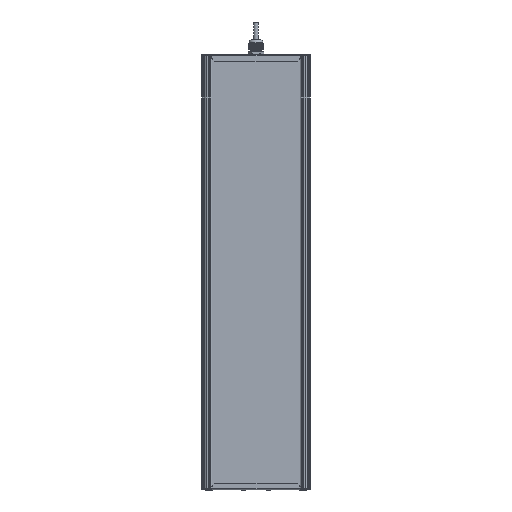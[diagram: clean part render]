
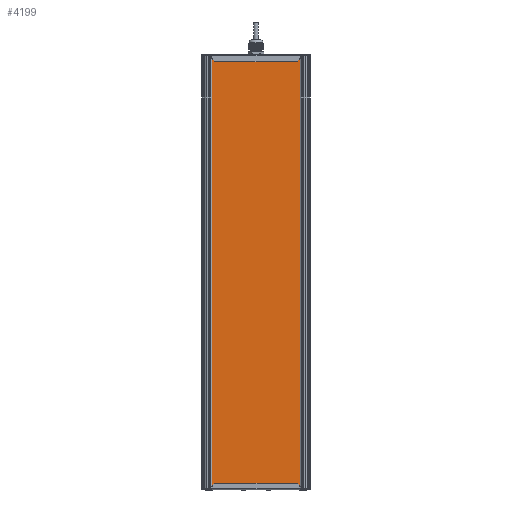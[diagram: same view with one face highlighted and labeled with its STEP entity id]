
A CAD part, front view. The second image highlights one B-rep face of the part: STEP entity #4199.
In plain terms, the highlighted face is planar.
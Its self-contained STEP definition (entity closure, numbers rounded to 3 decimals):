
#4199=ADVANCED_FACE('',(#15655),#15657,.T.);
#15655=FACE_BOUND('',#15656,.T.);
#15656=EDGE_LOOP('',(#44552,#44553,#44554,#44555));
#15657=PLANE('',#15658);
#15658=AXIS2_PLACEMENT_3D('',#15659,#15660,#15661);
#15659=CARTESIAN_POINT('',(2111.497,401.002,-34.582));
#15660=DIRECTION('',(0.,0.,-1.));
#15661=DIRECTION('',(0.,1.,0.));
#44552=ORIENTED_EDGE('',*,*,#52498,.F.);
#44553=ORIENTED_EDGE('',*,*,#52497,.T.);
#44554=ORIENTED_EDGE('',*,*,#52499,.F.);
#44555=ORIENTED_EDGE('',*,*,#52500,.F.);
#52497=EDGE_CURVE('',#58763,#58767,#58769,.T.);
#52498=EDGE_CURVE('',#58763,#58770,#58771,.T.);
#52499=EDGE_CURVE('',#58772,#58767,#58773,.T.);
#52500=EDGE_CURVE('',#58770,#58772,#58774,.T.);
#58763=VERTEX_POINT('',#78615);
#58767=VERTEX_POINT('',#78623);
#58769=LINE('',#78627,#78628);
#58770=VERTEX_POINT('',#78630);
#58771=LINE('',#78631,#78632);
#58772=VERTEX_POINT('',#78634);
#58773=LINE('',#78635,#78636);
#58774=LINE('',#78638,#78639);
#78615=CARTESIAN_POINT('',(2111.497,565.13,-34.582));
#78623=CARTESIAN_POINT('',(2857.497,565.13,-34.582));
#78627=CARTESIAN_POINT('',(2111.497,565.13,-34.582));
#78628=VECTOR('',#78629,1.);
#78629=DIRECTION('',(1.,0.,0.));
#78630=CARTESIAN_POINT('',(2111.497,401.002,-34.582));
#78631=CARTESIAN_POINT('',(2111.497,565.13,-34.582));
#78632=VECTOR('',#78633,1.);
#78633=DIRECTION('',(0.,-1.,0.));
#78634=CARTESIAN_POINT('',(2857.497,401.002,-34.582));
#78635=CARTESIAN_POINT('',(2857.497,401.002,-34.582));
#78636=VECTOR('',#78637,1.);
#78637=DIRECTION('',(0.,1.,0.));
#78638=CARTESIAN_POINT('',(2111.497,401.002,-34.582));
#78639=VECTOR('',#78640,1.);
#78640=DIRECTION('',(1.,0.,0.));
